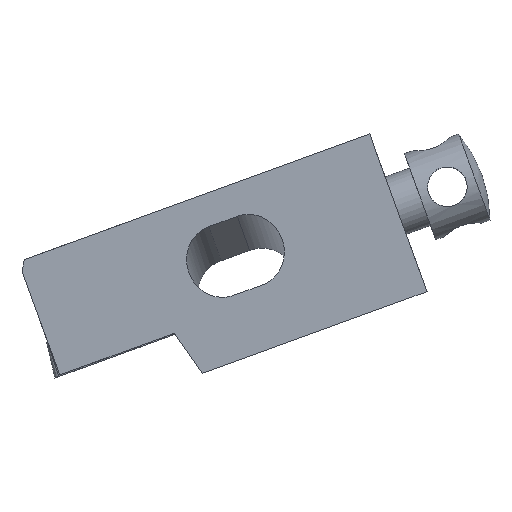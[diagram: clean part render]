
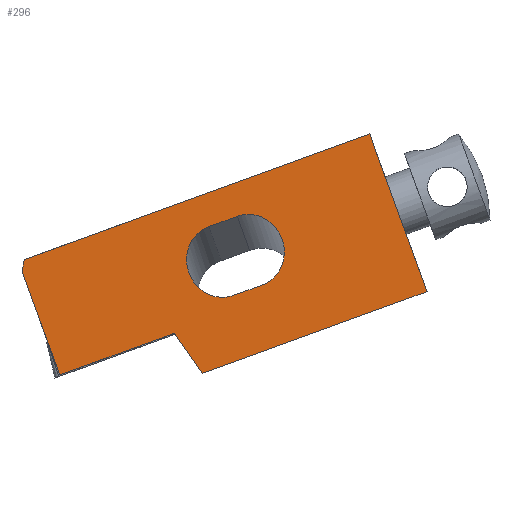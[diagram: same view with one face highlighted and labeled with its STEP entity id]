
A CAD part, front view. The second image highlights one B-rep face of the part: STEP entity #296.
In plain terms, the highlighted face is planar.
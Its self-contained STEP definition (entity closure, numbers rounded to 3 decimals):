
#27=LINE('',#1364,#102);
#38=LINE('',#1388,#113);
#44=LINE('',#1399,#119);
#47=LINE('',#1405,#122);
#50=LINE('',#1410,#125);
#62=LINE('',#1434,#137);
#64=LINE('',#1440,#139);
#65=LINE('',#1444,#140);
#66=LINE('',#1445,#141);
#102=VECTOR('',#918,1.);
#113=VECTOR('',#933,1.);
#119=VECTOR('',#941,1.);
#122=VECTOR('',#946,1.);
#125=VECTOR('',#951,1.);
#137=VECTOR('',#969,1.);
#139=VECTOR('',#975,1.);
#140=VECTOR('',#978,1.);
#141=VECTOR('',#979,1.);
#206=PLANE('',#838);
#296=ADVANCED_FACE('',(#354,#355),#206,.F.);
#332=ELLIPSE('',#836,2.394,2.25);
#333=ELLIPSE('',#837,2.394,2.25);
#354=FACE_BOUND('',#389,.T.);
#355=FACE_BOUND('',#390,.T.);
#389=EDGE_LOOP('',(#492,#493,#494,#495));
#390=EDGE_LOOP('',(#496,#497,#498,#499,#500,#501,#502));
#492=ORIENTED_EDGE('',*,*,#738,.F.);
#493=ORIENTED_EDGE('',*,*,#739,.T.);
#494=ORIENTED_EDGE('',*,*,#740,.F.);
#495=ORIENTED_EDGE('',*,*,#741,.F.);
#496=ORIENTED_EDGE('',*,*,#742,.F.);
#497=ORIENTED_EDGE('',*,*,#701,.T.);
#498=ORIENTED_EDGE('',*,*,#718,.F.);
#499=ORIENTED_EDGE('',*,*,#712,.T.);
#500=ORIENTED_EDGE('',*,*,#724,.T.);
#501=ORIENTED_EDGE('',*,*,#721,.F.);
#502=ORIENTED_EDGE('',*,*,#736,.F.);
#630=VERTEX_POINT('',#1363);
#631=VERTEX_POINT('',#1365);
#641=VERTEX_POINT('',#1387);
#642=VERTEX_POINT('',#1389);
#647=VERTEX_POINT('',#1404);
#648=VERTEX_POINT('',#1406);
#657=VERTEX_POINT('',#1433);
#658=VERTEX_POINT('',#1438);
#659=VERTEX_POINT('',#1439);
#660=VERTEX_POINT('',#1441);
#661=VERTEX_POINT('',#1443);
#701=EDGE_CURVE('',#631,#630,#27,.T.);
#712=EDGE_CURVE('',#642,#641,#38,.T.);
#718=EDGE_CURVE('',#642,#630,#44,.T.);
#721=EDGE_CURVE('',#647,#648,#47,.T.);
#724=EDGE_CURVE('',#641,#648,#50,.T.);
#736=EDGE_CURVE('',#657,#647,#62,.T.);
#738=EDGE_CURVE('',#658,#659,#332,.T.);
#739=EDGE_CURVE('',#658,#660,#64,.T.);
#740=EDGE_CURVE('',#661,#660,#333,.T.);
#741=EDGE_CURVE('',#659,#661,#65,.T.);
#742=EDGE_CURVE('',#631,#657,#66,.T.);
#836=AXIS2_PLACEMENT_3D('',#1437,#973,#974);
#837=AXIS2_PLACEMENT_3D('',#1442,#976,#977);
#838=AXIS2_PLACEMENT_3D('',#1446,#980,#981);
#918=DIRECTION('',(0.,1.,0.));
#933=DIRECTION('',(0.,0.966,0.259));
#941=DIRECTION('',(0.,0.,-1.));
#946=DIRECTION('',(0.,1.,0.));
#951=DIRECTION('',(0.,0.,1.));
#969=DIRECTION('',(0.,0.,1.));
#973=DIRECTION('',(1.,0.,0.));
#974=DIRECTION('',(0.,-1.,0.));
#975=DIRECTION('',(0.,0.,-1.));
#976=DIRECTION('',(1.,0.,0.));
#977=DIRECTION('',(0.,-1.,0.));
#978=DIRECTION('',(0.,0.,-1.));
#979=DIRECTION('',(0.,-0.852,0.523));
#980=DIRECTION('',(-1.,0.,0.));
#981=DIRECTION('',(0.,-1.,0.));
#1363=CARTESIAN_POINT('',(0.,7.9,-24.5));
#1364=CARTESIAN_POINT('',(0.,0.,-24.5));
#1365=CARTESIAN_POINT('',(0.,0.671,-24.5));
#1387=CARTESIAN_POINT('',(0.,11.,-15.669));
#1388=CARTESIAN_POINT('',(0.,0.529,-18.475));
#1389=CARTESIAN_POINT('',(0.,7.9,-16.5));
#1399=CARTESIAN_POINT('',(0.,7.9,-16.5));
#1404=CARTESIAN_POINT('',(0.,0.,0.));
#1405=CARTESIAN_POINT('',(0.,0.,0.));
#1406=CARTESIAN_POINT('',(0.,11.,0.));
#1410=CARTESIAN_POINT('',(0.,11.,-16.5));
#1433=CARTESIAN_POINT('',(0.,0.,-24.088));
#1434=CARTESIAN_POINT('',(0.,0.,-16.5));
#1437=CARTESIAN_POINT('',(0.,4.5,-10.));
#1438=CARTESIAN_POINT('',(0.,6.894,-10.));
#1439=CARTESIAN_POINT('',(0.,2.106,-10.));
#1440=CARTESIAN_POINT('',(0.,6.894,-16.5));
#1441=CARTESIAN_POINT('',(0.,6.894,-12.));
#1442=CARTESIAN_POINT('',(0.,4.5,-12.));
#1443=CARTESIAN_POINT('',(0.,2.106,-12.));
#1444=CARTESIAN_POINT('',(0.,2.106,-16.5));
#1445=CARTESIAN_POINT('',(0.,-3.383,-22.011));
#1446=CARTESIAN_POINT('',(0.,0.,-16.5));
